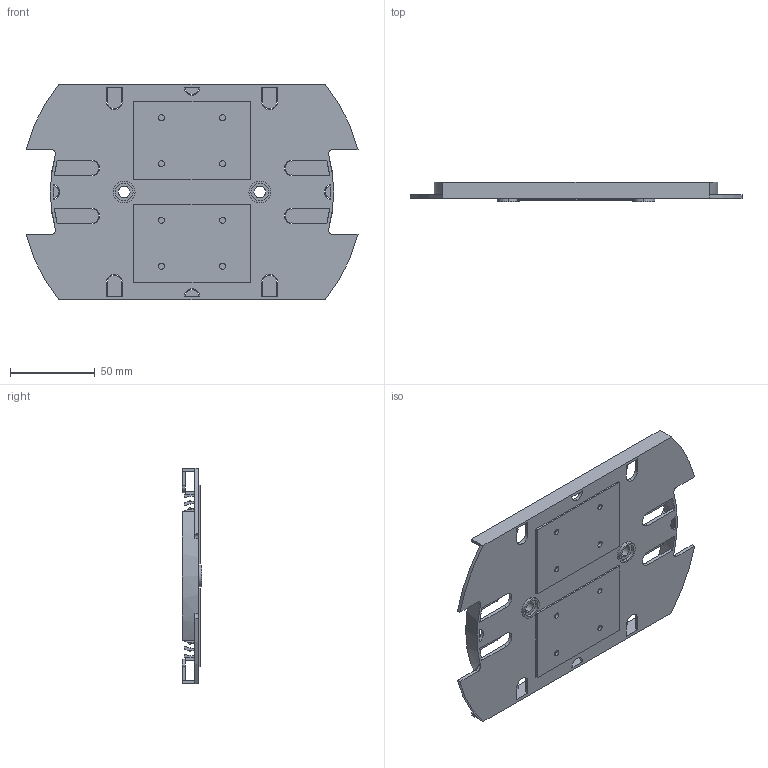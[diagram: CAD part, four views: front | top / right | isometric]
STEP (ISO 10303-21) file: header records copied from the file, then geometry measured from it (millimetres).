
FILE_DESCRIPTION (( 'STEP AP203' ), '1' );
FILE_NAME ('FOSK-32 ITK Cïëàéñ-êàññåòà íà 32 ÊÄÇÑ.STEP', '2017-09-12T11:13:34', ( '' ), ( '' ), 'SwSTEP 2.0', 'SolidWorks 2014', '' );
FILE_SCHEMA (( 'CONFIG_CONTROL_DESIGN' ));
Length unit declared in the file: millimetre
Products named in the file (2): FOSK-32 ITK Cïëàéñ-êàññåòà íà 32 ÊÄÇÑ
Bounding box: 195.71 x 11.5 x 127 mm (x, y, z)
Volume: 57579.6 mm3; surface area: 67338.6 mm2
Topology: 3 solids, 3 shells, 1046 faces, 3110 edges, 2072 vertices
Faces by surface type: plane 972, cylinder 74
Entity records: 34973 total; most frequent: CARTESIAN_POINT 6230, ORIENTED_EDGE 6220, DIRECTION 5382, EDGE_CURVE 3110, VECTOR 2934, LINE 2934, VERTEX_POINT 2072, AXIS2_PLACEMENT_3D 1224
